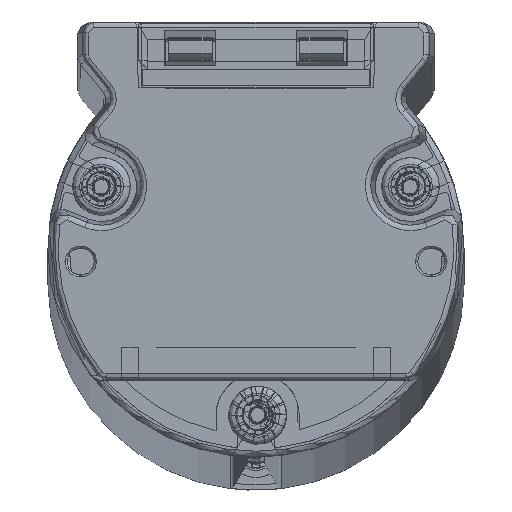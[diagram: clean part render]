
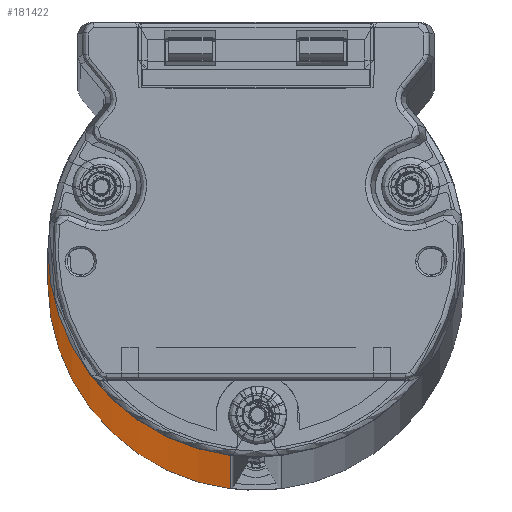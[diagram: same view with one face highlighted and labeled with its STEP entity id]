
A CAD part, top view. The second image highlights one B-rep face of the part: STEP entity #181422.
In plain terms, the highlighted cylindrical face has radius 19 mm (diameter 38 mm), a partial arc.
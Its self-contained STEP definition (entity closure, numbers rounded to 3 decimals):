
#76037=CARTESIAN_POINT('',(0.,0.,-1738.2));
#76038=DIRECTION('',(0.,0.,1.));
#76039=DIRECTION('',(-0.951,0.308,0.));
#76040=AXIS2_PLACEMENT_3D('',#76037,#76038,#76039);
#76042=DIRECTION('',(0.,0.,-1.));
#76043=VECTOR('',#76042,1738.2);
#76044=CARTESIAN_POINT('',(-18.075,5.857,
0.));
#76045=LINE('',#76044,#76043);
#76046=CARTESIAN_POINT('',(0.,0.,0.));
#76047=DIRECTION('',(0.,0.,-1.));
#76048=DIRECTION('',(-0.122,-0.992,0.));
#76049=AXIS2_PLACEMENT_3D('',#76046,#76047,#76048);
#76051=DIRECTION('',(0.,0.,1.));
#76052=VECTOR('',#76051,1738.2);
#76053=CARTESIAN_POINT('',(-2.323,-18.857,-1738.2));
#76054=LINE('',#76053,#76052);
#143062=CARTESIAN_POINT('',(-2.323,-18.857,0.));
#143063=CARTESIAN_POINT('',(-18.075,5.857,0.));
#143064=VERTEX_POINT('',#143062);
#143065=VERTEX_POINT('',#143063);
#143529=CARTESIAN_POINT('',(-18.075,5.857,-1738.2));
#143530=CARTESIAN_POINT('',(-2.323,-18.857,-1738.2));
#143531=VERTEX_POINT('',#143529);
#143532=VERTEX_POINT('',#143530);
#181410=CARTESIAN_POINT('',(0.,0.,0.));
#181411=DIRECTION('',(0.,0.,1.));
#181412=DIRECTION('',(1.,0.,0.));
#181413=AXIS2_PLACEMENT_3D('',#181410,#181411,#181412);
#181414=CYLINDRICAL_SURFACE('',#181413,19.);
#181415=ORIENTED_EDGE('',*,*,#179723,.F.);
#181416=ORIENTED_EDGE('',*,*,#181391,.F.);
#181417=ORIENTED_EDGE('',*,*,#177988,.F.);
#181419=ORIENTED_EDGE('',*,*,#181418,.F.);
#181420=EDGE_LOOP('',(#181415,#181416,#181417,#181419));
#181421=FACE_OUTER_BOUND('',#181420,.F.);
#181422=ADVANCED_FACE('',(#181421),#181414,.T.);
#76041=CIRCLE('',#76040,19.);
#76050=CIRCLE('',#76049,19.);
#177988=EDGE_CURVE('',#143064,#143065,#76050,.T.);
#179723=EDGE_CURVE('',#143531,#143532,#76041,.T.);
#181391=EDGE_CURVE('',#143065,#143531,#76045,.T.);
#181418=EDGE_CURVE('',#143532,#143064,#76054,.T.);
